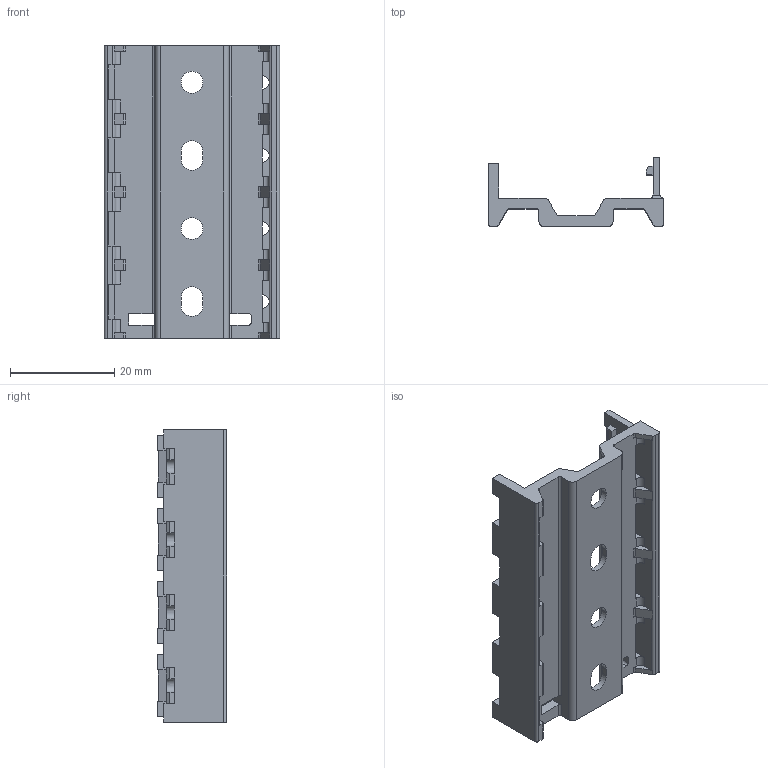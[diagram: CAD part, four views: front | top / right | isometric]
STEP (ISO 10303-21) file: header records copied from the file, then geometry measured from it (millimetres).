
FILE_DESCRIPTION((''),'2;1');
FILE_NAME('00175160400','2019-10-24T',('presta_be4'),(''),'CREO PARAMETRIC BY PTC INC, 2018360','CREO PARAMETRIC BY PTC INC, 2018360','');
FILE_SCHEMA(('CONFIG_CONTROL_DESIGN'));
Length unit declared in the file: millimetre
Products named in the file (1): 00175160400
Bounding box: 33.55 x 13.25 x 56 mm (x, y, z)
Volume: 5720.3 mm3; surface area: 7432.6 mm2
Topology: 1 solids, 1 shells, 340 faces, 1028 edges, 672 vertices
Faces by surface type: plane 230, cylinder 110
Entity records: 11645 total; most frequent: CARTESIAN_POINT 2211, ORIENTED_EDGE 2056, DIRECTION 1896, EDGE_CURVE 1028, VECTOR 760, LINE 760, VERTEX_POINT 672, AXIS2_PLACEMENT_3D 568
